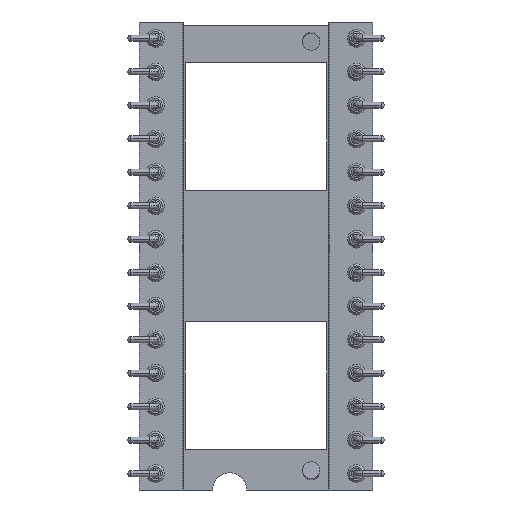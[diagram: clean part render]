
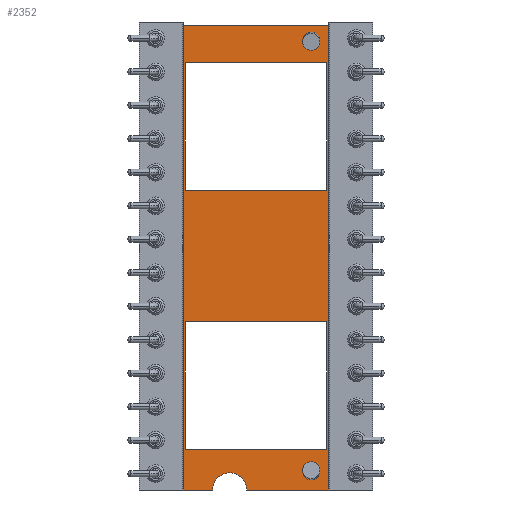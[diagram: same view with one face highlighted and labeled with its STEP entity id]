
A CAD part, front view. The second image highlights one B-rep face of the part: STEP entity #2352.
In plain terms, the highlighted planar face has unit normal (0, -1, 0).
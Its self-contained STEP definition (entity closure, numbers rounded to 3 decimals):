
#2352=ADVANCED_FACE('',(#4796,#4797,#4798,#4799,#4800),#4801,.T.);
#4796=FACE_BOUND('',#7307,.T.);
#4797=FACE_BOUND('',#7308,.T.);
#4798=FACE_BOUND('',#7309,.T.);
#4799=FACE_BOUND('',#7310,.T.);
#4800=FACE_OUTER_BOUND('',#7311,.T.);
#4801=PLANE('',#7312);
#7307=EDGE_LOOP('',(#14085,#14086,#14087,#14088));
#7308=EDGE_LOOP('',(#14089,#14090,#14091,#14092));
#7309=EDGE_LOOP('',(#14093,#14094,#14095));
#7310=EDGE_LOOP('',(#14096,#14097,#14098));
#7311=EDGE_LOOP('',(#14099,#14100,#14101,#14102,#14103,#14104));
#7312=AXIS2_PLACEMENT_3D('',#14105,#14106,#14107);
#14085=ORIENTED_EDGE('',*,*,#16950,.T.);
#14086=ORIENTED_EDGE('',*,*,#16954,.T.);
#14087=ORIENTED_EDGE('',*,*,#16941,.T.);
#14088=ORIENTED_EDGE('',*,*,#16946,.T.);
#14089=ORIENTED_EDGE('',*,*,#16966,.T.);
#14090=ORIENTED_EDGE('',*,*,#16970,.T.);
#14091=ORIENTED_EDGE('',*,*,#16957,.T.);
#14092=ORIENTED_EDGE('',*,*,#16962,.T.);
#14093=ORIENTED_EDGE('',*,*,#16974,.T.);
#14094=ORIENTED_EDGE('',*,*,#14809,.T.);
#14095=ORIENTED_EDGE('',*,*,#16975,.T.);
#14096=ORIENTED_EDGE('',*,*,#16979,.T.);
#14097=ORIENTED_EDGE('',*,*,#14804,.T.);
#14098=ORIENTED_EDGE('',*,*,#16980,.T.);
#14099=ORIENTED_EDGE('',*,*,#16985,.T.);
#14100=ORIENTED_EDGE('',*,*,#16988,.T.);
#14101=ORIENTED_EDGE('',*,*,#16989,.T.);
#14102=ORIENTED_EDGE('',*,*,#16990,.T.);
#14103=ORIENTED_EDGE('',*,*,#16991,.F.);
#14104=ORIENTED_EDGE('',*,*,#16992,.T.);
#14105=CARTESIAN_POINT('',(0.,1.0,-17.75));
#14106=DIRECTION('',(0.,-1.0,0.0));
#14107=DIRECTION('',(1.0,0.,0.0));
#14804=EDGE_CURVE('',#17798,#17795,#17799,.T.);
#14809=EDGE_CURVE('',#17807,#17804,#17808,.T.);
#16941=EDGE_CURVE('',#20837,#20838,#20839,.T.);
#16946=EDGE_CURVE('',#20838,#20846,#20847,.T.);
#16950=EDGE_CURVE('',#20846,#20852,#20853,.T.);
#16954=EDGE_CURVE('',#20852,#20837,#20858,.T.);
#16957=EDGE_CURVE('',#20861,#20862,#20863,.T.);
#16962=EDGE_CURVE('',#20862,#20870,#20871,.T.);
#16966=EDGE_CURVE('',#20870,#20876,#20877,.T.);
#16970=EDGE_CURVE('',#20876,#20861,#20882,.T.);
#16974=EDGE_CURVE('',#20886,#17807,#20887,.T.);
#16975=EDGE_CURVE('',#17804,#20886,#20888,.T.);
#16979=EDGE_CURVE('',#20892,#17798,#20893,.T.);
#16980=EDGE_CURVE('',#17795,#20892,#20894,.T.);
#16985=EDGE_CURVE('',#20902,#20900,#20903,.T.);
#16988=EDGE_CURVE('',#20900,#20906,#20907,.T.);
#16989=EDGE_CURVE('',#20906,#20908,#20909,.T.);
#16990=EDGE_CURVE('',#20908,#20910,#20911,.T.);
#16991=EDGE_CURVE('',#20912,#20910,#20913,.T.);
#16992=EDGE_CURVE('',#20912,#20902,#20914,.T.);
#17795=VERTEX_POINT('',#23975);
#17798=VERTEX_POINT('',#23979);
#17799=ELLIPSE('',#23980,0.653,0.65);
#17804=VERTEX_POINT('',#23986);
#17807=VERTEX_POINT('',#23990);
#17808=ELLIPSE('',#23991,0.653,0.65);
#20837=VERTEX_POINT('',#29597);
#20838=VERTEX_POINT('',#29598);
#20839=LINE('',#29599,#29600);
#20846=VERTEX_POINT('',#29610);
#20847=LINE('',#29611,#29612);
#20852=VERTEX_POINT('',#29619);
#20853=LINE('',#29620,#29621);
#20858=LINE('',#29628,#29629);
#20861=VERTEX_POINT('',#29633);
#20862=VERTEX_POINT('',#29634);
#20863=LINE('',#29635,#29636);
#20870=VERTEX_POINT('',#29646);
#20871=LINE('',#29647,#29648);
#20876=VERTEX_POINT('',#29655);
#20877=LINE('',#29656,#29657);
#20882=LINE('',#29664,#29665);
#20886=VERTEX_POINT('',#29670);
#20887=ELLIPSE('',#29671,0.653,0.65);
#20888=ELLIPSE('',#29672,0.653,0.65);
#20892=VERTEX_POINT('',#29676);
#20893=ELLIPSE('',#29677,0.653,0.65);
#20894=ELLIPSE('',#29678,0.653,0.65);
#20900=VERTEX_POINT('',#29684);
#20902=VERTEX_POINT('',#29687);
#20903=CIRCLE('',#29688,1.3);
#20906=VERTEX_POINT('',#29692);
#20907=LINE('',#29693,#29694);
#20908=VERTEX_POINT('',#29695);
#20909=LINE('',#29696,#29697);
#20910=VERTEX_POINT('',#29698);
#20911=LINE('',#29699,#29700);
#20912=VERTEX_POINT('',#29701);
#20913=LINE('',#29702,#29703);
#20914=LINE('',#29704,#29705);
#23975=CARTESIAN_POINT('',(3.55,1.,-16.32));
#23979=CARTESIAN_POINT('',(4.85,1.,-16.32));
#23980=AXIS2_PLACEMENT_3D('',#30641,#30642,#30643);
#23986=CARTESIAN_POINT('',(3.55,1.,16.32));
#23990=CARTESIAN_POINT('',(4.85,1.,16.32));
#23991=AXIS2_PLACEMENT_3D('',#30649,#30650,#30651);
#29597=CARTESIAN_POINT('',(-5.35,1.0,14.65));
#29598=CARTESIAN_POINT('',(5.35,1.,14.65));
#29599=CARTESIAN_POINT('',(0.,1.0,14.65));
#29600=VECTOR('',#34100,1.0);
#29610=CARTESIAN_POINT('',(5.35,1.,5.0));
#29611=CARTESIAN_POINT('',(5.35,1.,-3.963));
#29612=VECTOR('',#34104,1.0);
#29619=CARTESIAN_POINT('',(-5.35,1.0,5.0));
#29620=CARTESIAN_POINT('',(0.,1.0,5.0));
#29621=VECTOR('',#34107,1.0);
#29628=CARTESIAN_POINT('',(-5.35,1.0,-3.963));
#29629=VECTOR('',#34110,1.0);
#29633=CARTESIAN_POINT('',(-5.35,1.0,-5.0));
#29634=CARTESIAN_POINT('',(5.35,1.,-5.0));
#29635=CARTESIAN_POINT('',(0.,1.0,-5.0));
#29636=VECTOR('',#34112,1.0);
#29646=CARTESIAN_POINT('',(5.35,1.,-14.65));
#29647=CARTESIAN_POINT('',(5.35,1.,-13.788));
#29648=VECTOR('',#34116,1.0);
#29655=CARTESIAN_POINT('',(-5.35,1.0,-14.65));
#29656=CARTESIAN_POINT('',(0.,1.0,-14.65));
#29657=VECTOR('',#34119,1.0);
#29664=CARTESIAN_POINT('',(-5.35,1.0,-13.788));
#29665=VECTOR('',#34122,1.0);
#29670=CARTESIAN_POINT('',(4.2,1.,16.973));
#29671=AXIS2_PLACEMENT_3D('',#34127,#34128,#34129);
#29672=AXIS2_PLACEMENT_3D('',#34130,#34131,#34132);
#29676=CARTESIAN_POINT('',(4.2,1.,-15.667));
#29677=AXIS2_PLACEMENT_3D('',#34136,#34137,#34138);
#29678=AXIS2_PLACEMENT_3D('',#34139,#34140,#34141);
#29684=CARTESIAN_POINT('',(-0.7,1.0,-17.75));
#29687=CARTESIAN_POINT('',(-3.3,1.0,-17.75));
#29688=AXIS2_PLACEMENT_3D('',#34146,#34147,#34148);
#29692=CARTESIAN_POINT('',(5.513,1.,-17.75));
#29693=CARTESIAN_POINT('',(-5.513,1.0,-17.75));
#29694=VECTOR('',#34150,1.0);
#29695=CARTESIAN_POINT('',(5.513,1.,17.45));
#29696=CARTESIAN_POINT('',(5.513,1.,-17.75));
#29697=VECTOR('',#34151,1.0);
#29698=CARTESIAN_POINT('',(-5.513,1.0,17.45));
#29699=CARTESIAN_POINT('',(0.,1.0,17.45));
#29700=VECTOR('',#34152,1.0);
#29701=CARTESIAN_POINT('',(-5.513,1.0,-17.75));
#29702=CARTESIAN_POINT('',(-5.513,1.0,-17.75));
#29703=VECTOR('',#34153,1.0);
#29704=CARTESIAN_POINT('',(-5.513,1.0,-17.75));
#29705=VECTOR('',#34154,1.0);
#30641=CARTESIAN_POINT('',(4.2,1.,-16.32));
#30642=DIRECTION('',(0.,1.0,0.0));
#30643=DIRECTION('',(0.0,0.0,-1.0));
#30649=CARTESIAN_POINT('',(4.2,1.,16.32));
#30650=DIRECTION('',(0.,1.0,0.0));
#30651=DIRECTION('',(0.0,0.0,-1.0));
#34100=DIRECTION('',(1.0,0.,0.0));
#34104=DIRECTION('',(0.0,0.0,-1.0));
#34107=DIRECTION('',(-1.0,0.,0.0));
#34110=DIRECTION('',(0.0,0.0,1.0));
#34112=DIRECTION('',(1.0,0.,0.0));
#34116=DIRECTION('',(0.0,0.0,-1.0));
#34119=DIRECTION('',(-1.0,0.,0.0));
#34122=DIRECTION('',(0.0,0.0,1.0));
#34127=CARTESIAN_POINT('',(4.2,1.,16.32));
#34128=DIRECTION('',(0.,1.0,0.0));
#34129=DIRECTION('',(0.0,0.0,-1.0));
#34130=CARTESIAN_POINT('',(4.2,1.,16.32));
#34131=DIRECTION('',(0.,1.0,0.0));
#34132=DIRECTION('',(0.0,0.0,-1.0));
#34136=CARTESIAN_POINT('',(4.2,1.,-16.32));
#34137=DIRECTION('',(0.,1.0,0.0));
#34138=DIRECTION('',(0.0,0.0,-1.0));
#34139=CARTESIAN_POINT('',(4.2,1.,-16.32));
#34140=DIRECTION('',(0.,1.0,0.0));
#34141=DIRECTION('',(0.0,0.0,-1.0));
#34146=CARTESIAN_POINT('',(-2.0,1.0,-17.75));
#34147=DIRECTION('',(0.,1.0,0.0));
#34148=DIRECTION('',(-1.0,0.,0.0));
#34150=DIRECTION('',(1.0,0.,0.0));
#34151=DIRECTION('',(0.0,0.0,1.0));
#34152=DIRECTION('',(-1.0,0.,0.0));
#34153=DIRECTION('',(0.0,0.0,1.0));
#34154=DIRECTION('',(1.0,0.,0.0));
